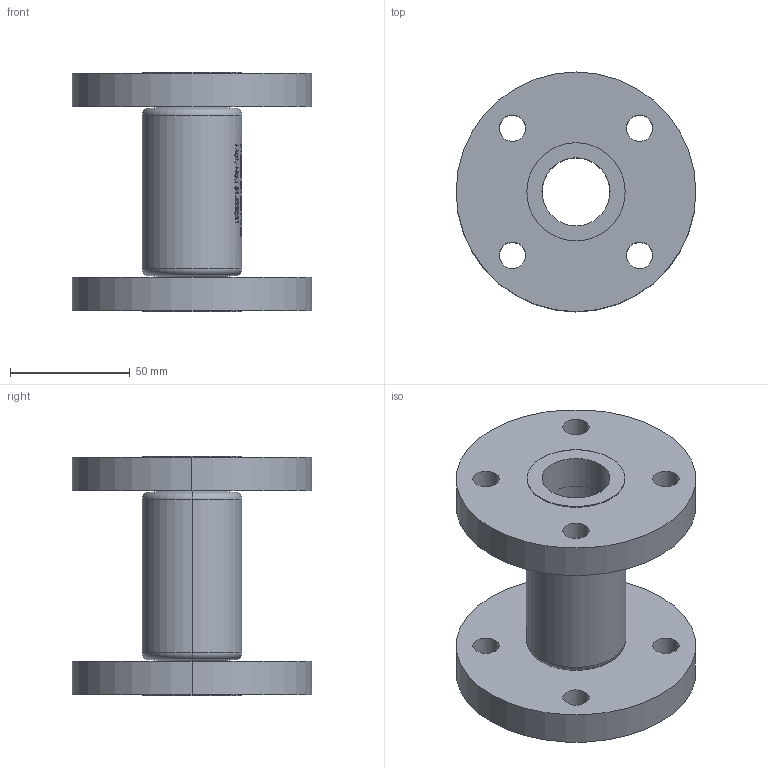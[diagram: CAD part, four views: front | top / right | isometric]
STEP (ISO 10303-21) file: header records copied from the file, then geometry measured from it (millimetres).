
FILE_DESCRIPTION (( 'STEP AP214' ), '1' );
FILE_NAME ('7150000_DN025_PN06_51522021.STEP', '2022-02-02T06:53:57', ( 'axxx' ), ( 'Hewlett-Packard Company' ), 'SwSTEP 2.0', 'SolidWorks 2019', '' );
FILE_SCHEMA (( 'AUTOMOTIVE_DESIGN' ));
Length unit declared in the file: millimetre
Products named in the file (1): 7150000_DN025_PN06_51522021
Bounding box: 100 x 100 x 100 mm (x, y, z)
Volume: 241796.2 mm3; surface area: 60734.7 mm2
Topology: 1 solids, 1 shells, 528 faces, 1373 edges, 914 vertices
Faces by surface type: plane 251, bspline 222, cylinder 47, torus 8
Entity records: 28560 total; most frequent: CARTESIAN_POINT 17062, ORIENTED_EDGE 2746, DIRECTION 1632, EDGE_CURVE 1373, VERTEX_POINT 914, VECTOR 744, LINE 744, EDGE_LOOP 613
